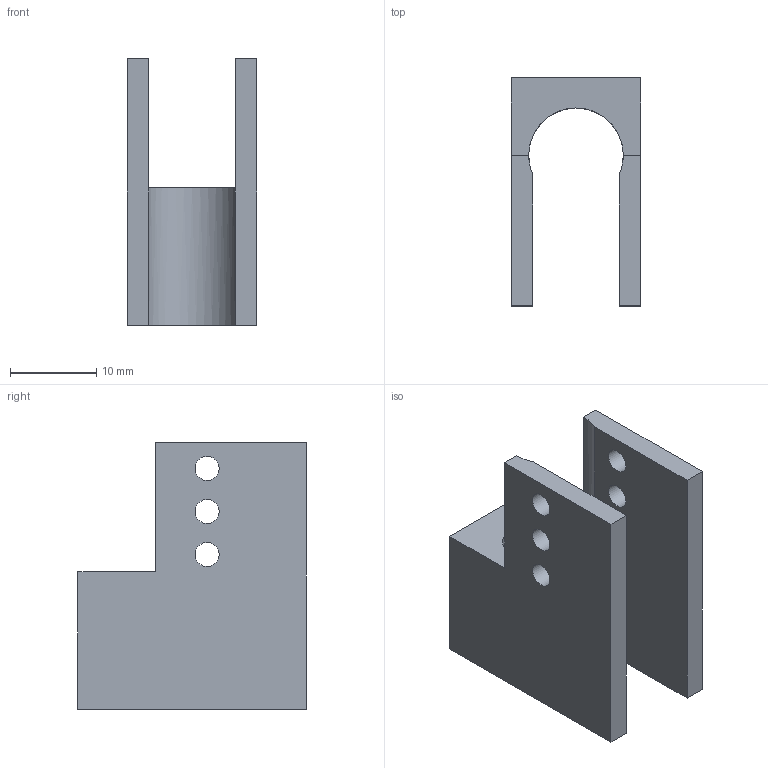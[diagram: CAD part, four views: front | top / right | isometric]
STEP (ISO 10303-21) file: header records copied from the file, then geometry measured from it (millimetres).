
FILE_DESCRIPTION(/* description */ (''),/* implementation_level */ '2;1');
FILE_NAME(/* name */ 'Jet Base.step',/* time_stamp */ '2023-07-30T19:12:09+08:00',/* author */ (''),/* organization */ (''),/* preprocessor_version */ 'ST-DEVELOPER v19.2',/* originating_system */ 'Autodesk Translation Framework v11.17.0.187',/* authorisation */ '');
FILE_SCHEMA (('AUTOMOTIVE_DESIGN { 1 0 10303 214 3 1 1 }'));
Length unit declared in the file: millimetre
Products named in the file (1): Jet Base
Bounding box: 15 x 26.5 x 31 mm (x, y, z)
Volume: 3972.1 mm3; surface area: 3598.9 mm2
Topology: 1 solids, 1 shells, 20 faces, 54 edges, 36 vertices
Faces by surface type: plane 13, cylinder 7
Full cylindrical faces by diameter (mm): 2.8 x6
Entity records: 691 total; most frequent: DIRECTION 112, CARTESIAN_POINT 111, ORIENTED_EDGE 108, EDGE_CURVE 54, LINE 38, VECTOR 38, AXIS2_PLACEMENT_3D 37, VERTEX_POINT 36
